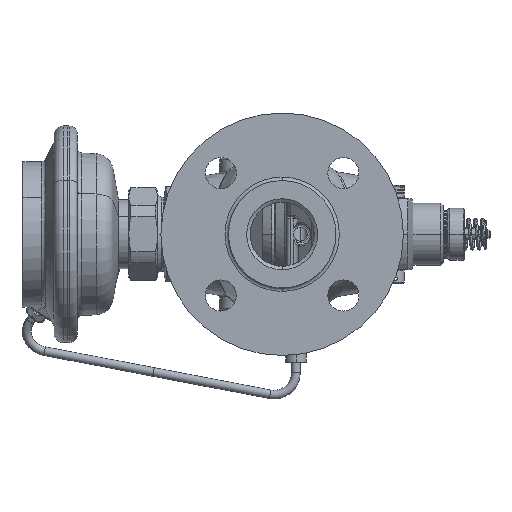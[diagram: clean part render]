
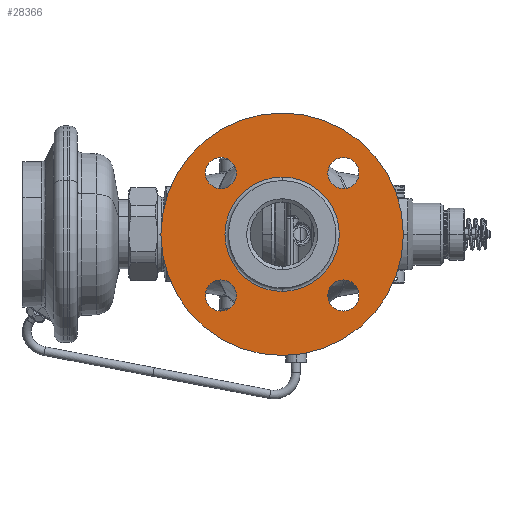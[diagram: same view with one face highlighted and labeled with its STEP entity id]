
A CAD part, left-side view. The second image highlights one B-rep face of the part: STEP entity #28366.
In plain terms, the highlighted face is planar.
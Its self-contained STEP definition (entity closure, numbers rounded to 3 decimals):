
#22804=CARTESIAN_POINT('',(88.,-35.355,35.355));
#22805=DIRECTION('',(-1.,0.,0.));
#22806=DIRECTION('',(0.,-1.,0.));
#22807=AXIS2_PLACEMENT_3D('',#22804,#22805,#22806);
#22809=CARTESIAN_POINT('',(88.,-35.355,35.355));
#22810=DIRECTION('',(-1.,0.,0.));
#22811=DIRECTION('',(0.,1.,0.));
#22812=AXIS2_PLACEMENT_3D('',#22809,#22810,#22811);
#22814=CARTESIAN_POINT('',(88.,35.355,35.355));
#22815=DIRECTION('',(-1.,0.,0.));
#22816=DIRECTION('',(0.,-1.,0.));
#22817=AXIS2_PLACEMENT_3D('',#22814,#22815,#22816);
#22819=CARTESIAN_POINT('',(88.,35.355,35.355));
#22820=DIRECTION('',(-1.,0.,0.));
#22821=DIRECTION('',(0.,1.,0.));
#22822=AXIS2_PLACEMENT_3D('',#22819,#22820,#22821);
#22824=CARTESIAN_POINT('',(88.,35.355,-35.355));
#22825=DIRECTION('',(-1.,0.,0.));
#22826=DIRECTION('',(0.,-1.,0.));
#22827=AXIS2_PLACEMENT_3D('',#22824,#22825,#22826);
#22829=CARTESIAN_POINT('',(88.,35.355,-35.355));
#22830=DIRECTION('',(-1.,0.,0.));
#22831=DIRECTION('',(0.,1.,0.));
#22832=AXIS2_PLACEMENT_3D('',#22829,#22830,#22831);
#22834=CARTESIAN_POINT('',(88.,0.,0.));
#22835=DIRECTION('',(-1.,0.,0.));
#22836=DIRECTION('',(0.,1.,0.));
#22837=AXIS2_PLACEMENT_3D('',#22834,#22835,#22836);
#22839=CARTESIAN_POINT('',(88.,0.,0.));
#22840=DIRECTION('',(1.,0.,0.));
#22841=DIRECTION('',(0.,1.,0.));
#22842=AXIS2_PLACEMENT_3D('',#22839,#22840,#22841);
#22844=CARTESIAN_POINT('',(88.,-35.355,-35.355));
#22845=DIRECTION('',(-1.,0.,0.));
#22846=DIRECTION('',(0.,-1.,0.));
#22847=AXIS2_PLACEMENT_3D('',#22844,#22845,#22846);
#22849=CARTESIAN_POINT('',(88.,-35.355,-35.355));
#22850=DIRECTION('',(-1.,0.,0.));
#22851=DIRECTION('',(0.,1.,0.));
#22852=AXIS2_PLACEMENT_3D('',#22849,#22850,#22851);
#22874=CARTESIAN_POINT('',(88.,0.,0.));
#22875=DIRECTION('',(1.,0.,0.));
#22876=DIRECTION('',(0.,1.,0.));
#22877=AXIS2_PLACEMENT_3D('',#22874,#22875,#22876);
#22887=CARTESIAN_POINT('',(88.,0.,0.));
#22888=DIRECTION('',(-1.,0.,0.));
#22889=DIRECTION('',(0.,1.,0.));
#22890=AXIS2_PLACEMENT_3D('',#22887,#22888,#22889);
#25754=CARTESIAN_POINT('',(88.,33.,0.));
#25756=VERTEX_POINT('',#25754);
#25757=CARTESIAN_POINT('',(88.,70.,0.));
#25759=VERTEX_POINT('',#25757);
#25778=CARTESIAN_POINT('',(88.,-33.,0.));
#25780=VERTEX_POINT('',#25778);
#25781=CARTESIAN_POINT('',(88.,-70.,0.));
#25783=VERTEX_POINT('',#25781);
#25852=CARTESIAN_POINT('',(88.,-44.355,-35.355));
#25853=CARTESIAN_POINT('',(88.,-26.355,-35.355));
#25854=VERTEX_POINT('',#25852);
#25855=VERTEX_POINT('',#25853);
#25860=CARTESIAN_POINT('',(88.,26.355,-35.355));
#25861=CARTESIAN_POINT('',(88.,44.355,-35.355));
#25862=VERTEX_POINT('',#25860);
#25863=VERTEX_POINT('',#25861);
#25868=CARTESIAN_POINT('',(88.,26.355,35.355));
#25869=CARTESIAN_POINT('',(88.,44.355,35.355));
#25870=VERTEX_POINT('',#25868);
#25871=VERTEX_POINT('',#25869);
#25876=CARTESIAN_POINT('',(88.,-44.355,35.355));
#25877=CARTESIAN_POINT('',(88.,-26.355,35.355));
#25878=VERTEX_POINT('',#25876);
#25879=VERTEX_POINT('',#25877);
#28326=CARTESIAN_POINT('',(88.,0.,0.));
#28327=DIRECTION('',(1.,0.,0.));
#28328=DIRECTION('',(0.,-1.,0.));
#28329=AXIS2_PLACEMENT_3D('',#28326,#28327,#28328);
#28330=PLANE('',#28329);
#28332=ORIENTED_EDGE('',*,*,#28331,.F.);
#28334=ORIENTED_EDGE('',*,*,#28333,.T.);
#28335=EDGE_LOOP('',(#28332,#28334));
#28336=FACE_OUTER_BOUND('',#28335,.F.);
#28338=ORIENTED_EDGE('',*,*,#28337,.F.);
#28340=ORIENTED_EDGE('',*,*,#28339,.F.);
#28341=EDGE_LOOP('',(#28338,#28340));
#28342=FACE_BOUND('',#28341,.F.);
#28344=ORIENTED_EDGE('',*,*,#28343,.F.);
#28346=ORIENTED_EDGE('',*,*,#28345,.F.);
#28347=EDGE_LOOP('',(#28344,#28346));
#28348=FACE_BOUND('',#28347,.F.);
#28349=ORIENTED_EDGE('',*,*,#28316,.F.);
#28351=ORIENTED_EDGE('',*,*,#28350,.F.);
#28352=EDGE_LOOP('',(#28349,#28351));
#28353=FACE_BOUND('',#28352,.F.);
#28355=ORIENTED_EDGE('',*,*,#28354,.F.);
#28357=ORIENTED_EDGE('',*,*,#28356,.T.);
#28358=EDGE_LOOP('',(#28355,#28357));
#28359=FACE_BOUND('',#28358,.F.);
#28361=ORIENTED_EDGE('',*,*,#28360,.F.);
#28363=ORIENTED_EDGE('',*,*,#28362,.F.);
#28364=EDGE_LOOP('',(#28361,#28363));
#28365=FACE_BOUND('',#28364,.F.);
#28366=ADVANCED_FACE('',(#28336,#28342,#28348,#28353,#28359,#28365),#28330,.T.);
#22808=CIRCLE('',#22807,9.);
#22813=CIRCLE('',#22812,9.);
#22818=CIRCLE('',#22817,9.);
#22823=CIRCLE('',#22822,9.);
#22828=CIRCLE('',#22827,9.);
#22833=CIRCLE('',#22832,9.);
#22838=CIRCLE('',#22837,33.);
#22843=CIRCLE('',#22842,33.);
#22848=CIRCLE('',#22847,9.);
#22853=CIRCLE('',#22852,9.);
#22878=CIRCLE('',#22877,70.);
#22891=CIRCLE('',#22890,70.);
#28316=EDGE_CURVE('',#25878,#25879,#22808,.T.);
#28331=EDGE_CURVE('',#25759,#25783,#22878,.T.);
#28333=EDGE_CURVE('',#25759,#25783,#22891,.T.);
#28337=EDGE_CURVE('',#25870,#25871,#22818,.T.);
#28339=EDGE_CURVE('',#25871,#25870,#22823,.T.);
#28343=EDGE_CURVE('',#25862,#25863,#22828,.T.);
#28345=EDGE_CURVE('',#25863,#25862,#22833,.T.);
#28350=EDGE_CURVE('',#25879,#25878,#22813,.T.);
#28354=EDGE_CURVE('',#25756,#25780,#22838,.T.);
#28356=EDGE_CURVE('',#25756,#25780,#22843,.T.);
#28360=EDGE_CURVE('',#25854,#25855,#22848,.T.);
#28362=EDGE_CURVE('',#25855,#25854,#22853,.T.);
